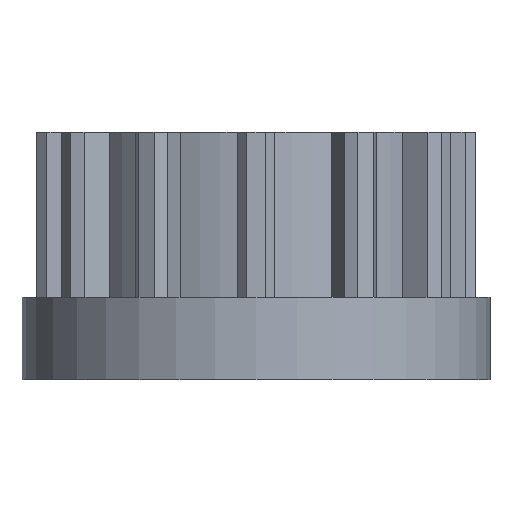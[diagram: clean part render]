
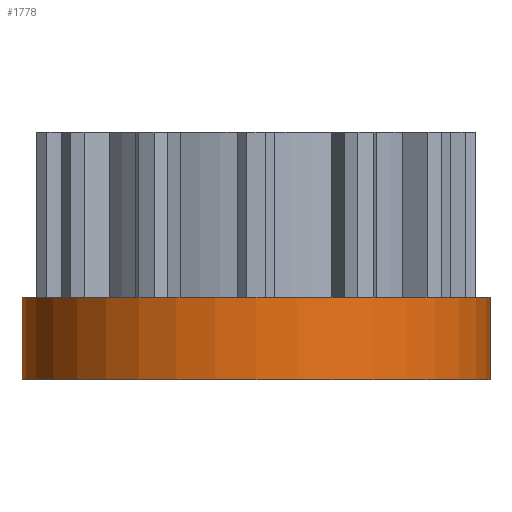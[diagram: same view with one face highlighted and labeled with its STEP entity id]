
A CAD part, front view. The second image highlights one B-rep face of the part: STEP entity #1778.
In plain terms, the highlighted cylindrical face has radius 8.5 mm (diameter 17 mm), a partial arc.
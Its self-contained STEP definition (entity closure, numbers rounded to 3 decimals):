
#38 = ORIENTED_EDGE ( 'NONE', *, *, #482, .T. ) ;
#47 = DIRECTION ( 'NONE',  ( 1., 0., 0. ) ) ;
#80 = LINE ( 'NONE', #1371, #232 ) ;
#232 = VECTOR ( 'NONE', #303, 1000. ) ;
#303 = DIRECTION ( 'NONE',  ( 0., 0., -1. ) ) ;
#404 = DIRECTION ( 'NONE',  ( -1., 0., 0. ) ) ;
#478 = DIRECTION ( 'NONE',  ( 0., 0., 1. ) ) ;
#482 = EDGE_CURVE ( 'NONE', #2046, #820, #835, .T. ) ;
#494 = CIRCLE ( 'NONE', #2552, 8.5 ) ;
#586 = DIRECTION ( 'NONE',  ( 0., 0., 1. ) ) ;
#629 = EDGE_CURVE ( 'NONE', #2610, #820, #1191, .T. ) ;
#636 = AXIS2_PLACEMENT_3D ( 'NONE', #1456, #1662, #404 ) ;
#718 = CARTESIAN_POINT ( 'NONE',  ( 0., 0., 3. ) ) ;
#784 = DIRECTION ( 'NONE',  ( 1., 0., 0. ) ) ;
#820 = VERTEX_POINT ( 'NONE', #1124 ) ;
#823 = EDGE_CURVE ( 'NONE', #2208, #2610, #494, .T. ) ;
#835 = CIRCLE ( 'NONE', #2566, 8.5 ) ;
#895 = EDGE_CURVE ( 'NONE', #2208, #2046, #80, .T. ) ;
#1053 = ORIENTED_EDGE ( 'NONE', *, *, #823, .F. ) ;
#1124 = CARTESIAN_POINT ( 'NONE',  ( 8.5, 0., 0. ) ) ;
#1153 = CARTESIAN_POINT ( 'NONE',  ( -8.5, 0., 0. ) ) ;
#1191 = LINE ( 'NONE', #2044, #1370 ) ;
#1212 = FACE_OUTER_BOUND ( 'NONE', #2387, .T. ) ;
#1370 = VECTOR ( 'NONE', #1460, 1000. ) ;
#1371 = CARTESIAN_POINT ( 'NONE',  ( -8.5, 0., 3. ) ) ;
#1412 = CARTESIAN_POINT ( 'NONE',  ( 8.5, 0., 3. ) ) ;
#1456 = CARTESIAN_POINT ( 'NONE',  ( 0., 0., 3. ) ) ;
#1460 = DIRECTION ( 'NONE',  ( 0., 0., -1. ) ) ;
#1662 = DIRECTION ( 'NONE',  ( 0., 0., -1. ) ) ;
#1671 = CARTESIAN_POINT ( 'NONE',  ( -8.5, 0., 3. ) ) ;
#1778 = ADVANCED_FACE ( 'NONE', ( #1212 ), #2066, .T. ) ;
#1961 = ORIENTED_EDGE ( 'NONE', *, *, #895, .T. ) ;
#2044 = CARTESIAN_POINT ( 'NONE',  ( 8.5, 0., 3. ) ) ;
#2046 = VERTEX_POINT ( 'NONE', #1153 ) ;
#2066 = CYLINDRICAL_SURFACE ( 'NONE', #636, 8.5 ) ;
#2208 = VERTEX_POINT ( 'NONE', #1671 ) ;
#2257 = CARTESIAN_POINT ( 'NONE',  ( 0., 0., 0. ) ) ;
#2387 = EDGE_LOOP ( 'NONE', ( #2417, #1053, #1961, #38 ) ) ;
#2417 = ORIENTED_EDGE ( 'NONE', *, *, #629, .F. ) ;
#2552 = AXIS2_PLACEMENT_3D ( 'NONE', #718, #478, #47 ) ;
#2566 = AXIS2_PLACEMENT_3D ( 'NONE', #2257, #586, #784 ) ;
#2610 = VERTEX_POINT ( 'NONE', #1412 ) ;
